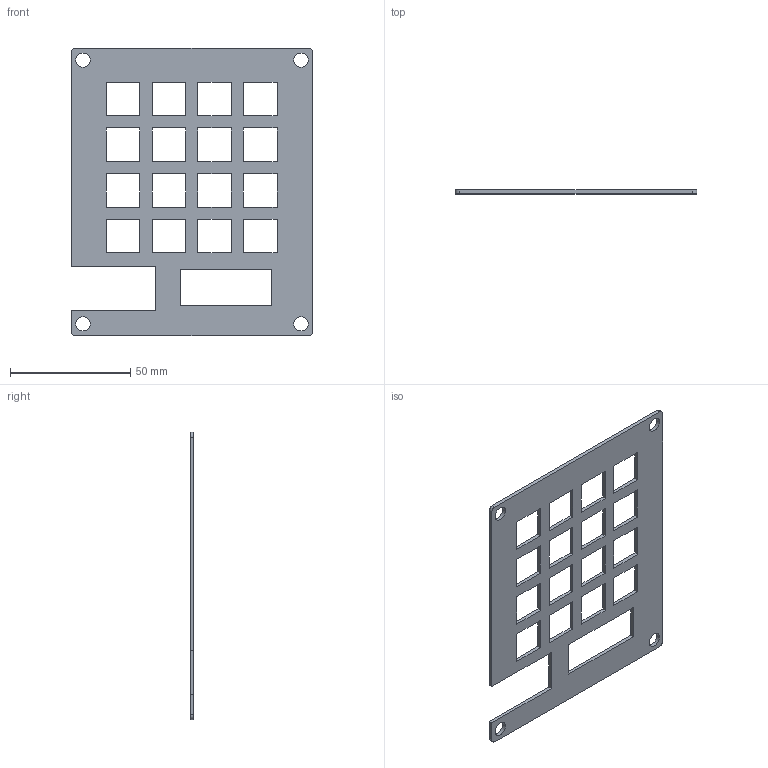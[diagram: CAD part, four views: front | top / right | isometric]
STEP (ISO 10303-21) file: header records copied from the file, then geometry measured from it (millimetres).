
FILE_DESCRIPTION(/* description */ (''),/* implementation_level */ '2;1');
FILE_NAME(/* name */ 'top.step',/* time_stamp */ '2025-12-29T22:20:02+05:30',/* author */ (''),/* organization */ (''),/* preprocessor_version */ 'ST-DEVELOPER v20.1',/* originating_system */ 'Autodesk Translation Framework v14.21.0.0',/* authorisation */ '');
FILE_SCHEMA (('AUTOMOTIVE_DESIGN { 1 0 10303 214 3 1 1 }'));
Length unit declared in the file: millimetre
Products named in the file (1): 2025-12-29-21-26-58-026
Bounding box: 100.77 x 1.5 x 119.82 mm (x, y, z)
Volume: 11407 mm3; surface area: 17587.1 mm2
Topology: 1 solids, 1 shells, 86 faces, 252 edges, 168 vertices
Faces by surface type: plane 78, cylinder 8
Full cylindrical faces by diameter (mm): 6 x4
Entity records: 2932 total; most frequent: CARTESIAN_POINT 507, ORIENTED_EDGE 504, DIRECTION 442, EDGE_CURVE 252, LINE 236, VECTOR 236, VERTEX_POINT 168, EDGE_LOOP 128
